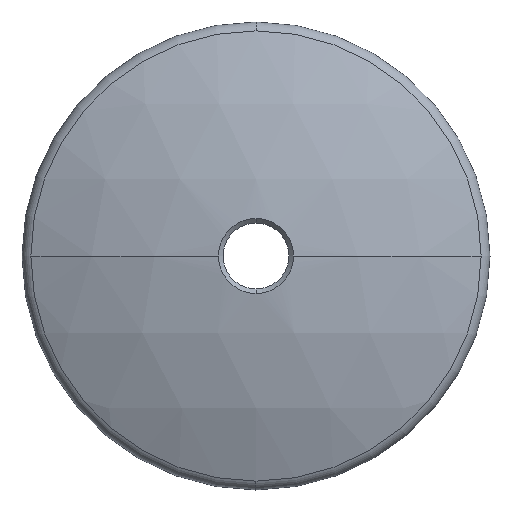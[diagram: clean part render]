
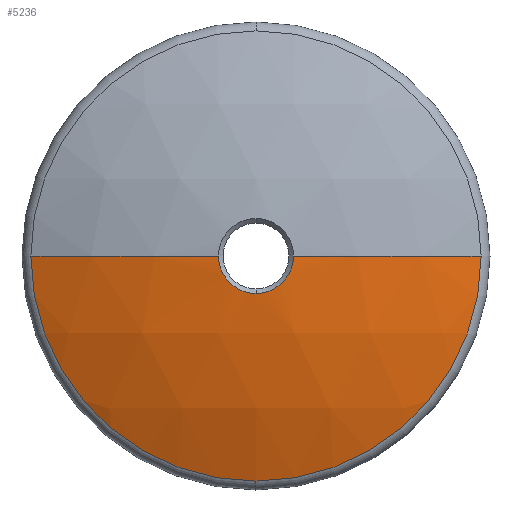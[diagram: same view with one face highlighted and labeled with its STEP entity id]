
A CAD part, left-side view. The second image highlights one B-rep face of the part: STEP entity #5236.
In plain terms, the highlighted spherical face has radius 59.729 mm.
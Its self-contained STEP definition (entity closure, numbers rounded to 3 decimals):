
#6 = CARTESIAN_POINT ( 'NONE',  ( 4.704, -23.233, 0. ) ) ;
#339 = EDGE_CURVE ( 'NONE', #2924, #4790, #2015, .T. ) ;
#349 = DIRECTION ( 'NONE',  ( 1., 0., 0. ) ) ;
#409 = DIRECTION ( 'NONE',  ( 0., 0., -1. ) ) ;
#692 = VERTEX_POINT ( 'NONE', #4013 ) ;
#809 = AXIS2_PLACEMENT_3D ( 'NONE', #2449, #349, #3288 ) ;
#906 = VERTEX_POINT ( 'NONE', #2117 ) ;
#1021 = DIRECTION ( 'NONE',  ( -1., 0., 0. ) ) ;
#1058 = EDGE_CURVE ( 'NONE', #906, #4979, #4523, .T. ) ;
#1072 = CARTESIAN_POINT ( 'NONE',  ( 4.704, 0., 0. ) ) ;
#1096 = CIRCLE ( 'NONE', #1376, 59.729 ) ;
#1376 = AXIS2_PLACEMENT_3D ( 'NONE', #4973, #409, #5450 ) ;
#1401 = DIRECTION ( 'NONE',  ( 1., 0., 0. ) ) ;
#1469 = AXIS2_PLACEMENT_3D ( 'NONE', #4315, #3061, #4782 ) ;
#1484 = EDGE_CURVE ( 'NONE', #692, #4979, #4737, .T. ) ;
#1509 = ORIENTED_EDGE ( 'NONE', *, *, #2475, .T. ) ;
#1581 = CARTESIAN_POINT ( 'NONE',  ( 0.126, 3.871, 0. ) ) ;
#2012 = EDGE_LOOP ( 'NONE', ( #2118, #4599, #1509, #3330, #4987, #2032 ) ) ;
#2015 = CIRCLE ( 'NONE', #3101, 23.233 ) ;
#2032 = ORIENTED_EDGE ( 'NONE', *, *, #1058, .F. ) ;
#2094 = CARTESIAN_POINT ( 'NONE',  ( 4.704, 0., -23.233 ) ) ;
#2117 = CARTESIAN_POINT ( 'NONE',  ( 4.704, 23.233, 0. ) ) ;
#2118 = ORIENTED_EDGE ( 'NONE', *, *, #2189, .T. ) ;
#2189 = EDGE_CURVE ( 'NONE', #906, #2924, #5075, .T. ) ;
#2290 = AXIS2_PLACEMENT_3D ( 'NONE', #5091, #2586, #4253 ) ;
#2449 = CARTESIAN_POINT ( 'NONE',  ( 0.126, 0., 0. ) ) ;
#2475 = EDGE_CURVE ( 'NONE', #4790, #3898, #1096, .T. ) ;
#2586 = DIRECTION ( 'NONE',  ( 1., 0., 0. ) ) ;
#2865 = EDGE_CURVE ( 'NONE', #3898, #692, #3720, .T. ) ;
#2924 = VERTEX_POINT ( 'NONE', #2094 ) ;
#3061 = DIRECTION ( 'NONE',  ( 0., 0., -1. ) ) ;
#3080 = CARTESIAN_POINT ( 'NONE',  ( 59.729, 0., 0. ) ) ;
#3101 = AXIS2_PLACEMENT_3D ( 'NONE', #4310, #1021, #4725 ) ;
#3288 = DIRECTION ( 'NONE',  ( 0., 0., -1. ) ) ;
#3330 = ORIENTED_EDGE ( 'NONE', *, *, #2865, .T. ) ;
#3430 = CARTESIAN_POINT ( 'NONE',  ( 0.126, -3.871, 0. ) ) ;
#3541 = DIRECTION ( 'NONE',  ( 0., 0., 1. ) ) ;
#3720 = CIRCLE ( 'NONE', #809, 3.871 ) ;
#3772 = FACE_OUTER_BOUND ( 'NONE', #2012, .T. ) ;
#3897 = DIRECTION ( 'NONE',  ( 0., 0., 1. ) ) ;
#3898 = VERTEX_POINT ( 'NONE', #3430 ) ;
#3916 = DIRECTION ( 'NONE',  ( -1., 0., 0. ) ) ;
#4013 = CARTESIAN_POINT ( 'NONE',  ( 0.126, 0., -3.871 ) ) ;
#4165 = SPHERICAL_SURFACE ( 'NONE', #1469, 59.729 ) ;
#4253 = DIRECTION ( 'NONE',  ( 0., 0., -1. ) ) ;
#4310 = CARTESIAN_POINT ( 'NONE',  ( 4.704, 0., 0. ) ) ;
#4315 = CARTESIAN_POINT ( 'NONE',  ( 59.729, 0., 0. ) ) ;
#4523 = CIRCLE ( 'NONE', #4936, 59.729 ) ;
#4599 = ORIENTED_EDGE ( 'NONE', *, *, #339, .T. ) ;
#4725 = DIRECTION ( 'NONE',  ( 0., 0., 1. ) ) ;
#4737 = CIRCLE ( 'NONE', #2290, 3.871 ) ;
#4782 = DIRECTION ( 'NONE',  ( 0., 1., 0. ) ) ;
#4790 = VERTEX_POINT ( 'NONE', #6 ) ;
#4936 = AXIS2_PLACEMENT_3D ( 'NONE', #3080, #3541, #1401 ) ;
#4973 = CARTESIAN_POINT ( 'NONE',  ( 59.729, 0., 0. ) ) ;
#4979 = VERTEX_POINT ( 'NONE', #1581 ) ;
#4987 = ORIENTED_EDGE ( 'NONE', *, *, #1484, .T. ) ;
#5075 = CIRCLE ( 'NONE', #5193, 23.233 ) ;
#5091 = CARTESIAN_POINT ( 'NONE',  ( 0.126, 0., 0. ) ) ;
#5193 = AXIS2_PLACEMENT_3D ( 'NONE', #1072, #3916, #3897 ) ;
#5236 = ADVANCED_FACE ( 'NONE', ( #3772 ), #4165, .T. ) ;
#5450 = DIRECTION ( 'NONE',  ( 0., 1., 0. ) ) ;
